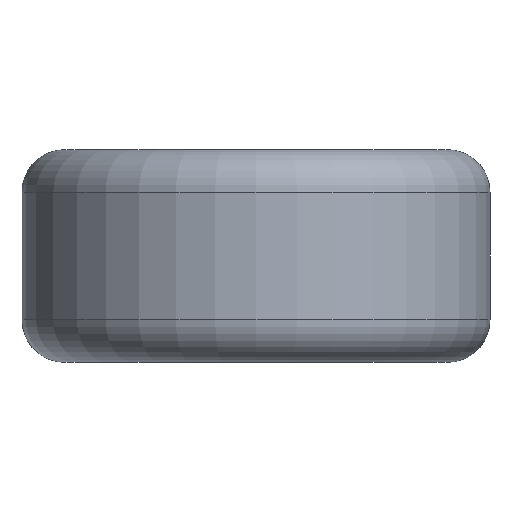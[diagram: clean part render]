
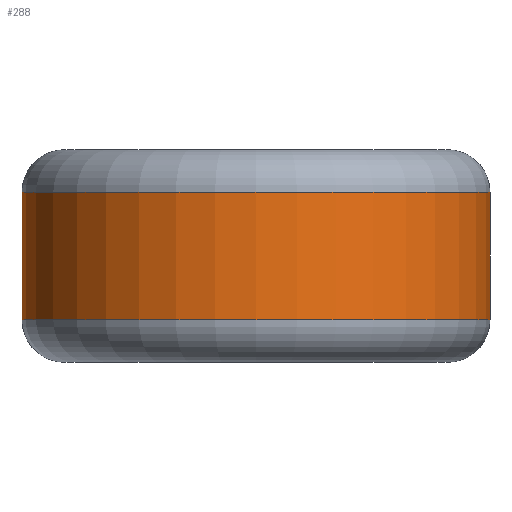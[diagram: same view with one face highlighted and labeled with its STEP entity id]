
A CAD part, front view. The second image highlights one B-rep face of the part: STEP entity #288.
In plain terms, the highlighted cylindrical face has radius 5.5 mm (diameter 11 mm), a partial arc.
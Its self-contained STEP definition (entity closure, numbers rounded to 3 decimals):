
#11 = ORIENTED_EDGE ( 'NONE', *, *, #294, .F. ) ;
#18 = VECTOR ( 'NONE', #107, 1000. ) ;
#36 = CARTESIAN_POINT ( 'NONE',  ( 5.5, 0., -1.5 ) ) ;
#51 = AXIS2_PLACEMENT_3D ( 'NONE', #422, #494, #664 ) ;
#82 = CARTESIAN_POINT ( 'NONE',  ( -5.5, 0., 0. ) ) ;
#83 = DIRECTION ( 'NONE',  ( 0., 0., 1. ) ) ;
#96 = DIRECTION ( 'NONE',  ( 1., 0., 0. ) ) ;
#98 = DIRECTION ( 'NONE',  ( 0., 0., 1. ) ) ;
#107 = DIRECTION ( 'NONE',  ( 0., 0., 1. ) ) ;
#135 = CARTESIAN_POINT ( 'NONE',  ( 0., 0., 1.5 ) ) ;
#146 = ORIENTED_EDGE ( 'NONE', *, *, #362, .T. ) ;
#174 = CIRCLE ( 'NONE', #727, 5.5 ) ;
#185 = ORIENTED_EDGE ( 'NONE', *, *, #263, .F. ) ;
#188 = CARTESIAN_POINT ( 'NONE',  ( 5.5, 0., -2.5 ) ) ;
#205 = FACE_OUTER_BOUND ( 'NONE', #262, .T. ) ;
#252 = CARTESIAN_POINT ( 'NONE',  ( -5.5, 0., 1.5 ) ) ;
#258 = CYLINDRICAL_SURFACE ( 'NONE', #51, 5.5 ) ;
#262 = EDGE_LOOP ( 'NONE', ( #185, #146, #834, #585, #829, #11 ) ) ;
#263 = EDGE_CURVE ( 'NONE', #674, #784, #887, .T. ) ;
#265 = DIRECTION ( 'NONE',  ( 1., 0., 0. ) ) ;
#288 = ADVANCED_FACE ( 'NONE', ( #205 ), #258, .T. ) ;
#294 = EDGE_CURVE ( 'NONE', #784, #484, #414, .T. ) ;
#300 = EDGE_CURVE ( 'NONE', #786, #608, #429, .T. ) ;
#362 = EDGE_CURVE ( 'NONE', #674, #497, #924, .T. ) ;
#364 = VECTOR ( 'NONE', #717, 1000. ) ;
#414 = LINE ( 'NONE', #936, #633 ) ;
#422 = CARTESIAN_POINT ( 'NONE',  ( 0., 0., -2.5 ) ) ;
#429 = LINE ( 'NONE', #586, #579 ) ;
#470 = AXIS2_PLACEMENT_3D ( 'NONE', #897, #98, #96 ) ;
#480 = EDGE_CURVE ( 'NONE', #497, #786, #619, .T. ) ;
#484 = VERTEX_POINT ( 'NONE', #252 ) ;
#494 = DIRECTION ( 'NONE',  ( 0., 0., 1. ) ) ;
#497 = VERTEX_POINT ( 'NONE', #36 ) ;
#509 = CARTESIAN_POINT ( 'NONE',  ( -5.5, 0., -1.5 ) ) ;
#543 = EDGE_CURVE ( 'NONE', #608, #484, #174, .T. ) ;
#579 = VECTOR ( 'NONE', #733, 1000. ) ;
#585 = ORIENTED_EDGE ( 'NONE', *, *, #300, .T. ) ;
#586 = CARTESIAN_POINT ( 'NONE',  ( 5.5, 0., -2.5 ) ) ;
#608 = VERTEX_POINT ( 'NONE', #778 ) ;
#619 = LINE ( 'NONE', #188, #18 ) ;
#633 = VECTOR ( 'NONE', #83, 1000. ) ;
#664 = DIRECTION ( 'NONE',  ( 1., 0., 0. ) ) ;
#674 = VERTEX_POINT ( 'NONE', #509 ) ;
#717 = DIRECTION ( 'NONE',  ( 0., 0., 1. ) ) ;
#727 = AXIS2_PLACEMENT_3D ( 'NONE', #135, #918, #265 ) ;
#733 = DIRECTION ( 'NONE',  ( 0., 0., 1. ) ) ;
#778 = CARTESIAN_POINT ( 'NONE',  ( 5.5, 0., 1.5 ) ) ;
#784 = VERTEX_POINT ( 'NONE', #82 ) ;
#786 = VERTEX_POINT ( 'NONE', #880 ) ;
#829 = ORIENTED_EDGE ( 'NONE', *, *, #543, .T. ) ;
#834 = ORIENTED_EDGE ( 'NONE', *, *, #480, .T. ) ;
#880 = CARTESIAN_POINT ( 'NONE',  ( 5.5, 0., 0. ) ) ;
#887 = LINE ( 'NONE', #932, #364 ) ;
#897 = CARTESIAN_POINT ( 'NONE',  ( 0., 0., -1.5 ) ) ;
#918 = DIRECTION ( 'NONE',  ( 0., 0., -1. ) ) ;
#924 = CIRCLE ( 'NONE', #470, 5.5 ) ;
#932 = CARTESIAN_POINT ( 'NONE',  ( -5.5, 0., -2.5 ) ) ;
#936 = CARTESIAN_POINT ( 'NONE',  ( -5.5, 0., -2.5 ) ) ;
